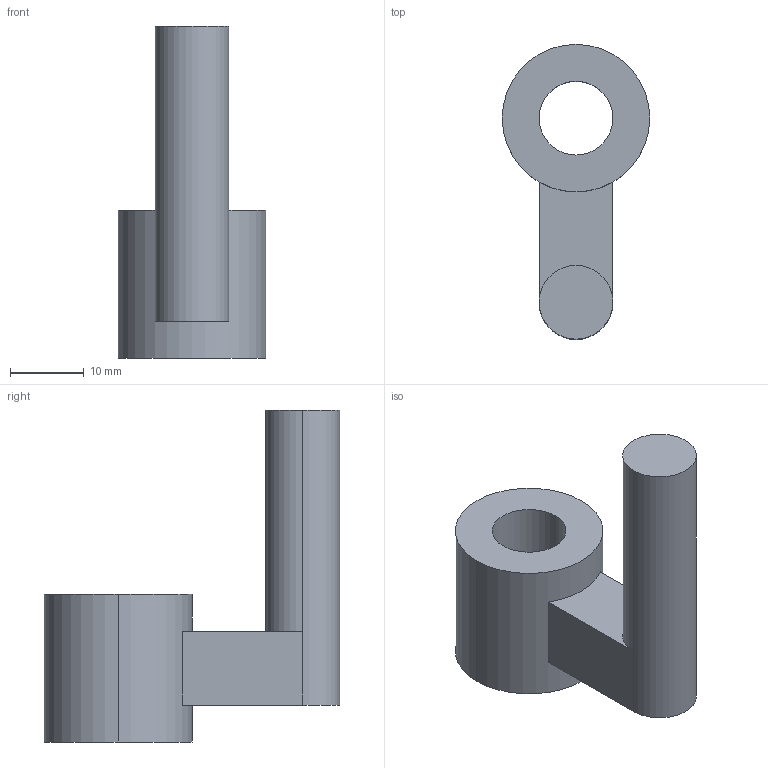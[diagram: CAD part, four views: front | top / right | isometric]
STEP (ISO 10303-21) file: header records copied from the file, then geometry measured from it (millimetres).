
FILE_DESCRIPTION (( 'STEP AP203' ), '1' );
FILE_NAME ('Arbre_1.STEP', '2025-06-15T07:48:58', ( '' ), ( '' ), 'SwSTEP 2.0', 'SolidWorks 2024', '' );
FILE_SCHEMA (( 'CONFIG_CONTROL_DESIGN' ));
Length unit declared in the file: millimetre
Products named in the file (2): Arbre 1^Assemblage1; Arbre_1
Assembly tree (1 placements, depth 2):
  Arbre_1
    Arbre 1^Assemblage1
Bounding box: 20 x 40 x 45 mm (x, y, z)
Volume: 9004.7 mm3; surface area: 4065 mm2
Topology: 1 solids, 1 shells, 13 faces, 28 edges, 18 vertices
Faces by surface type: plane 7, cylinder 6
Entity records: 560 total; most frequent: DIRECTION 76, CARTESIAN_POINT 63, ORIENTED_EDGE 56, AXIS2_PLACEMENT_3D 31, EDGE_CURVE 28, VERTEX_POINT 18, PERSON_AND_ORGANIZATION 17, EDGE_LOOP 16
